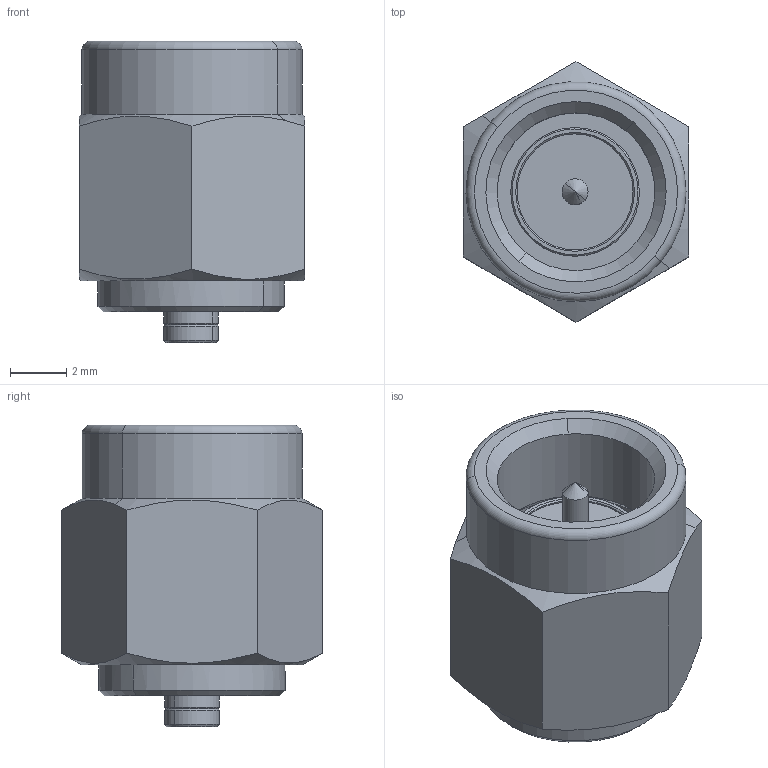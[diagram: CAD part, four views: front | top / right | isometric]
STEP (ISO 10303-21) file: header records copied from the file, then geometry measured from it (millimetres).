
FILE_DESCRIPTION(('Creo Elements/Direct Modeling STEP Export'),'2;1');
FILE_NAME('HRMP-U.FLJ(40).stp','2015-07-03T 9:51:33',(''),(''),'Creo Elements/Direct Modeling STEP processor for AP214 (Solid Model)','Creo Elements/Direct Modeling 18.1E 22-Nov-2013 (C) Parametric Technology GmbH','');
FILE_SCHEMA(('AUTOMOTIVE_DESIGN { 1 0 10303 214 1 1 1 1 }'));
Length unit declared in the file: millimetre
Products named in the file (1): HRMP-U.FLJ(40)
Bounding box: 8 x 9.24 x 10.7 mm (x, y, z)
Volume: 389.7 mm3; surface area: 546.6 mm2
Topology: 1 solids, 1 shells, 75 faces, 209 edges, 143 vertices
Faces by surface type: cone 28, cylinder 27, plane 18, torus 2
Entity records: 2642 total; most frequent: CARTESIAN_POINT 812, ORIENTED_EDGE 410, DIRECTION 296, EDGE_CURVE 205, VERTEX_POINT 143, AXIS2_PLACEMENT_3D 117, EDGE_LOOP 86, FACE_OUTER_BOUND 75
